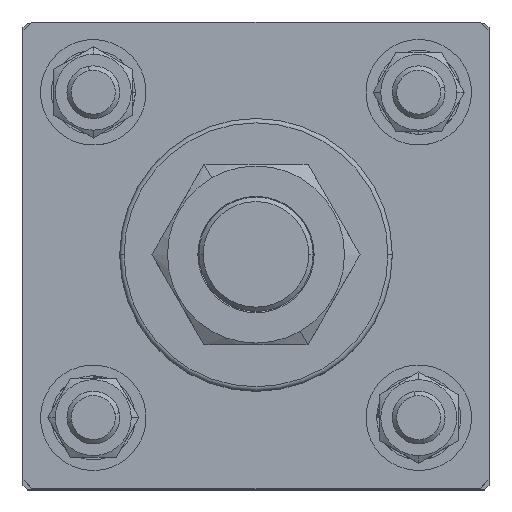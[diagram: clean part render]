
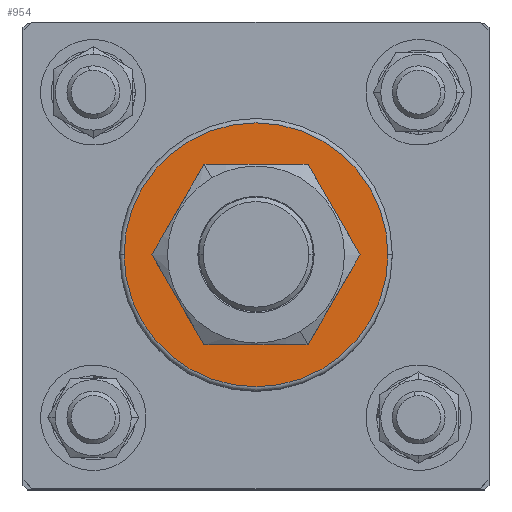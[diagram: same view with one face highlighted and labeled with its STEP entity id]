
A CAD part, top view. The second image highlights one B-rep face of the part: STEP entity #954.
In plain terms, the highlighted face is planar.
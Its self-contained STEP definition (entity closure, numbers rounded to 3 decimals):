
#106 = CIRCLE ( 'NONE', #3395, 30. ) ;
#506 = CIRCLE ( 'NONE', #3957, 30. ) ;
#954 = ADVANCED_FACE ( 'NONE', ( #4833, #4829 ), #6046, .T. ) ;
#1521 = VERTEX_POINT ( 'NONE', #1652 ) ;
#1524 = VERTEX_POINT ( 'NONE', #1655 ) ;
#1531 = VERTEX_POINT ( 'NONE', #1662 ) ;
#1534 = VERTEX_POINT ( 'NONE', #1665 ) ;
#1652 = CARTESIAN_POINT ( 'NONE',  ( 30., 0., -50.5 ) ) ;
#1655 = CARTESIAN_POINT ( 'NONE',  ( -30., 0., -50.5 ) ) ;
#1662 = CARTESIAN_POINT ( 'NONE',  ( -17., 0., -50.5 ) ) ;
#1665 = CARTESIAN_POINT ( 'NONE',  ( 17., 0., -50.5 ) ) ;
#2008 = EDGE_CURVE ( 'NONE', #1521, #1524, #506, .T. ) ;
#2229 = EDGE_CURVE ( 'NONE', #1524, #1521, #106, .T. ) ;
#2237 = EDGE_CURVE ( 'NONE', #1534, #1531, #3747, .T. ) ;
#2385 = EDGE_CURVE ( 'NONE', #1531, #1534, #3240, .T. ) ;
#2879 = EDGE_LOOP ( 'NONE', ( #2968, #2969 ) ) ;
#2883 = EDGE_LOOP ( 'NONE', ( #2966, #2967 ) ) ;
#2966 = ORIENTED_EDGE ( 'NONE', *, *, #2385, .T. ) ;
#2967 = ORIENTED_EDGE ( 'NONE', *, *, #2237, .T. ) ;
#2968 = ORIENTED_EDGE ( 'NONE', *, *, #2229, .T. ) ;
#2969 = ORIENTED_EDGE ( 'NONE', *, *, #2008, .T. ) ;
#3240 = CIRCLE ( 'NONE', #4673, 17. ) ;
#3384 = AXIS2_PLACEMENT_3D ( 'NONE', #6800, #6801, #6802 ) ;
#3395 = AXIS2_PLACEMENT_3D ( 'NONE', #6779, #6780, #6781 ) ;
#3747 = CIRCLE ( 'NONE', #3384, 17. ) ;
#3957 = AXIS2_PLACEMENT_3D ( 'NONE', #5484, #5485, #5486 ) ;
#4246 = AXIS2_PLACEMENT_3D ( 'NONE', #6048, #6042, #6041 ) ;
#4673 = AXIS2_PLACEMENT_3D ( 'NONE', #7165, #7166, #7167 ) ;
#4829 = FACE_OUTER_BOUND ( 'NONE', #2879, .T. ) ;
#4833 = FACE_BOUND ( 'NONE', #2883, .T. ) ;
#5484 = CARTESIAN_POINT ( 'NONE',  ( 0., 0., -50.5 ) ) ;
#5485 = DIRECTION ( 'NONE',  ( 0., 0., -1. ) ) ;
#5486 = DIRECTION ( 'NONE',  ( -1., 0., 0. ) ) ;
#6041 = DIRECTION ( 'NONE',  ( -1., 0., 0. ) ) ;
#6042 = DIRECTION ( 'NONE',  ( 0., 0., -1. ) ) ;
#6046 = PLANE ( 'NONE',  #4246 ) ;
#6048 = CARTESIAN_POINT ( 'NONE',  ( 0., 0., -50.5 ) ) ;
#6779 = CARTESIAN_POINT ( 'NONE',  ( 0., 0., -50.5 ) ) ;
#6780 = DIRECTION ( 'NONE',  ( 0., 0., -1. ) ) ;
#6781 = DIRECTION ( 'NONE',  ( -1., 0., 0. ) ) ;
#6800 = CARTESIAN_POINT ( 'NONE',  ( 0., 0., -50.5 ) ) ;
#6801 = DIRECTION ( 'NONE',  ( 0., 0., 1. ) ) ;
#6802 = DIRECTION ( 'NONE',  ( -1., 0., 0. ) ) ;
#7165 = CARTESIAN_POINT ( 'NONE',  ( 0., 0., -50.5 ) ) ;
#7166 = DIRECTION ( 'NONE',  ( 0., 0., 1. ) ) ;
#7167 = DIRECTION ( 'NONE',  ( -1., 0., 0. ) ) ;
